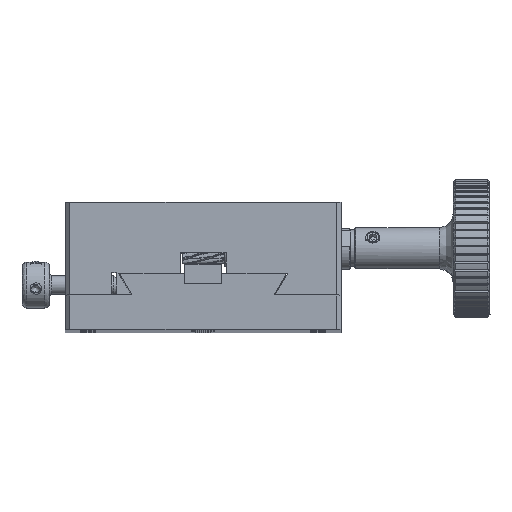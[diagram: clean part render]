
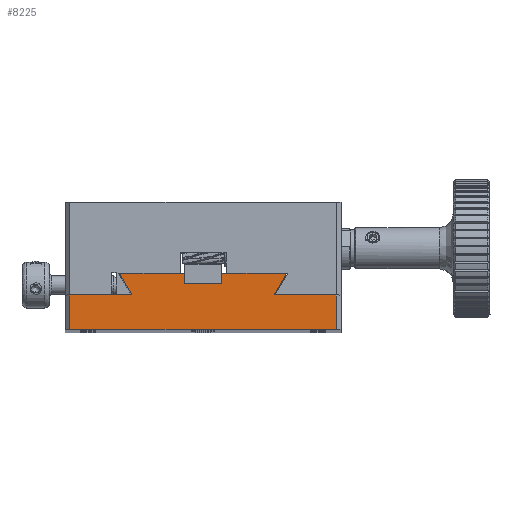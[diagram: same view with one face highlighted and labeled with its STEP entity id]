
A CAD part, top view. The second image highlights one B-rep face of the part: STEP entity #8225.
In plain terms, the highlighted planar face has unit normal (0, 0, 1).
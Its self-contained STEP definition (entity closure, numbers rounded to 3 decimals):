
#105 = DIRECTION ( 'NONE',  ( -1., 0., 0. ) ) ;
#1596 = CARTESIAN_POINT ( 'NONE',  ( 64.502, 69.303, 413.823 ) ) ;
#3292 = ORIENTED_EDGE ( 'NONE', *, *, #71402, .F. ) ;
#3356 = DIRECTION ( 'NONE',  ( 0., 1., 0. ) ) ;
#4329 = EDGE_CURVE ( 'NONE', #40875, #101975, #30638, .T. ) ;
#4431 = LINE ( 'NONE', #100101, #50994 ) ;
#4596 = ORIENTED_EDGE ( 'NONE', *, *, #4329, .F. ) ;
#4979 = LINE ( 'NONE', #66837, #90922 ) ;
#7044 = CARTESIAN_POINT ( 'NONE',  ( 93.502, 57.103, 413.823 ) ) ;
#7072 = CARTESIAN_POINT ( 'NONE',  ( 82.415, 69.303, 413.823 ) ) ;
#8225 = ADVANCED_FACE ( 'NONE', ( #47371 ), #16718, .F. ) ;
#8688 = VERTEX_POINT ( 'NONE', #91041 ) ;
#9154 = LINE ( 'NONE', #40840, #73133 ) ;
#9515 = AXIS2_PLACEMENT_3D ( 'NONE', #32832, #70786, #105 ) ;
#9665 = VECTOR ( 'NONE', #94408, 1000. ) ;
#10169 = DIRECTION ( 'NONE',  ( 0., 1., 0. ) ) ;
#10930 = EDGE_CURVE ( 'NONE', #8688, #77759, #4979, .T. ) ;
#12672 = CARTESIAN_POINT ( 'NONE',  ( 82.415, 69.303, 413.823 ) ) ;
#13668 = VECTOR ( 'NONE', #88639, 1000. ) ;
#14538 = EDGE_CURVE ( 'NONE', #93984, #8688, #81279, .T. ) ;
#14862 = CARTESIAN_POINT ( 'NONE',  ( 64.502, 67.003, 413.823 ) ) ;
#15545 = DIRECTION ( 'NONE',  ( 1., 0., 0. ) ) ;
#15979 = EDGE_CURVE ( 'NONE', #73117, #77116, #64523, .T. ) ;
#16081 = CARTESIAN_POINT ( 'NONE',  ( 93.502, 64.603, 413.823 ) ) ;
#16718 = PLANE ( 'NONE',  #9515 ) ;
#16729 = VERTEX_POINT ( 'NONE', #63617 ) ;
#17160 = CARTESIAN_POINT ( 'NONE',  ( 46.588, 69.303, 413.823 ) ) ;
#24710 = CARTESIAN_POINT ( 'NONE',  ( 68.552, 67.003, 413.823 ) ) ;
#25480 = DIRECTION ( 'NONE',  ( 1., 0., 0. ) ) ;
#26177 = CARTESIAN_POINT ( 'NONE',  ( 49.002, 64.603, 413.823 ) ) ;
#26702 = VECTOR ( 'NONE', #80638, 1000. ) ;
#28009 = ORIENTED_EDGE ( 'NONE', *, *, #15979, .F. ) ;
#28076 = DIRECTION ( 'NONE',  ( -0.5, 0.866, 0. ) ) ;
#28296 = VERTEX_POINT ( 'NONE', #85459 ) ;
#29596 = CARTESIAN_POINT ( 'NONE',  ( 49.002, 64.603, 413.823 ) ) ;
#29945 = EDGE_CURVE ( 'NONE', #53930, #40875, #9154, .T. ) ;
#30060 = VECTOR ( 'NONE', #65663, 1000. ) ;
#30638 = LINE ( 'NONE', #38938, #99760 ) ;
#32832 = CARTESIAN_POINT ( 'NONE',  ( 64.502, 57.103, 413.823 ) ) ;
#33142 = EDGE_CURVE ( 'NONE', #51933, #76491, #4431, .T. ) ;
#35356 = EDGE_CURVE ( 'NONE', #67011, #76491, #100852, .T. ) ;
#35474 = CARTESIAN_POINT ( 'NONE',  ( 82.415, 68.783, 413.823 ) ) ;
#36336 = ORIENTED_EDGE ( 'NONE', *, *, #76168, .F. ) ;
#37142 = DIRECTION ( 'NONE',  ( 0., -1., 0. ) ) ;
#38938 = CARTESIAN_POINT ( 'NONE',  ( 64.502, 69.303, 413.823 ) ) ;
#39465 = CARTESIAN_POINT ( 'NONE',  ( 60.452, 67.003, 413.823 ) ) ;
#40160 = ORIENTED_EDGE ( 'NONE', *, *, #101673, .F. ) ;
#40840 = CARTESIAN_POINT ( 'NONE',  ( 68.552, 57.103, 413.823 ) ) ;
#40875 = VERTEX_POINT ( 'NONE', #90234 ) ;
#41809 = CARTESIAN_POINT ( 'NONE',  ( 94.502, 57.103, 413.823 ) ) ;
#42654 = CARTESIAN_POINT ( 'NONE',  ( 46.588, 68.783, 413.823 ) ) ;
#44069 = ORIENTED_EDGE ( 'NONE', *, *, #35356, .F. ) ;
#46093 = VERTEX_POINT ( 'NONE', #67178 ) ;
#47371 = FACE_OUTER_BOUND ( 'NONE', #96167, .T. ) ;
#48577 = LINE ( 'NONE', #41809, #13668 ) ;
#48790 = EDGE_CURVE ( 'NONE', #51933, #73117, #72804, .T. ) ;
#50222 = ORIENTED_EDGE ( 'NONE', *, *, #14538, .F. ) ;
#50479 = ORIENTED_EDGE ( 'NONE', *, *, #68659, .T. ) ;
#50994 = VECTOR ( 'NONE', #37142, 1000. ) ;
#51933 = VERTEX_POINT ( 'NONE', #17160 ) ;
#52666 = LINE ( 'NONE', #75573, #65288 ) ;
#53930 = VERTEX_POINT ( 'NONE', #24710 ) ;
#56004 = CARTESIAN_POINT ( 'NONE',  ( 60.452, 69.303, 413.823 ) ) ;
#56931 = CARTESIAN_POINT ( 'NONE',  ( 82.415, 68.783, 413.823 ) ) ;
#61200 = VECTOR ( 'NONE', #25480, 1000. ) ;
#63617 = CARTESIAN_POINT ( 'NONE',  ( 35.502, 57.103, 413.823 ) ) ;
#63767 = ORIENTED_EDGE ( 'NONE', *, *, #33142, .T. ) ;
#64089 = ORIENTED_EDGE ( 'NONE', *, *, #100353, .T. ) ;
#64424 = VECTOR ( 'NONE', #3356, 1000. ) ;
#64523 = LINE ( 'NONE', #96256, #26702 ) ;
#65288 = VECTOR ( 'NONE', #100021, 1000. ) ;
#65663 = DIRECTION ( 'NONE',  ( -0.5, -0.866, 0. ) ) ;
#66837 = CARTESIAN_POINT ( 'NONE',  ( 64.502, 64.603, 413.823 ) ) ;
#67011 = VERTEX_POINT ( 'NONE', #26177 ) ;
#67178 = CARTESIAN_POINT ( 'NONE',  ( 93.502, 57.103, 413.823 ) ) ;
#68124 = EDGE_CURVE ( 'NONE', #77759, #46093, #68922, .T. ) ;
#68659 = EDGE_CURVE ( 'NONE', #16729, #46093, #48577, .T. ) ;
#68922 = LINE ( 'NONE', #7044, #75157 ) ;
#70786 = DIRECTION ( 'NONE',  ( 0., 0., -1. ) ) ;
#71309 = DIRECTION ( 'NONE',  ( 1., 0., 0. ) ) ;
#71402 = EDGE_CURVE ( 'NONE', #16729, #28296, #52666, .T. ) ;
#72804 = LINE ( 'NONE', #1596, #61200 ) ;
#73117 = VERTEX_POINT ( 'NONE', #56004 ) ;
#73133 = VECTOR ( 'NONE', #10169, 1000. ) ;
#73643 = VECTOR ( 'NONE', #71309, 1000. ) ;
#74646 = DIRECTION ( 'NONE',  ( 1., 0., 0. ) ) ;
#75157 = VECTOR ( 'NONE', #93865, 1000. ) ;
#75573 = CARTESIAN_POINT ( 'NONE',  ( 35.502, 57.103, 413.823 ) ) ;
#76168 = EDGE_CURVE ( 'NONE', #28296, #67011, #79112, .T. ) ;
#76491 = VERTEX_POINT ( 'NONE', #42654 ) ;
#77116 = VERTEX_POINT ( 'NONE', #39465 ) ;
#77759 = VERTEX_POINT ( 'NONE', #16081 ) ;
#79112 = LINE ( 'NONE', #102544, #73643 ) ;
#80638 = DIRECTION ( 'NONE',  ( 0., -1., 0. ) ) ;
#81279 = LINE ( 'NONE', #35474, #30060 ) ;
#82299 = ORIENTED_EDGE ( 'NONE', *, *, #10930, .F. ) ;
#83407 = LINE ( 'NONE', #12672, #64424 ) ;
#85459 = CARTESIAN_POINT ( 'NONE',  ( 35.502, 64.603, 413.823 ) ) ;
#88639 = DIRECTION ( 'NONE',  ( 1., 0., 0. ) ) ;
#90234 = CARTESIAN_POINT ( 'NONE',  ( 68.552, 69.303, 413.823 ) ) ;
#90922 = VECTOR ( 'NONE', #74646, 1000. ) ;
#91041 = CARTESIAN_POINT ( 'NONE',  ( 80.002, 64.603, 413.823 ) ) ;
#93865 = DIRECTION ( 'NONE',  ( 0., -1., 0. ) ) ;
#93984 = VERTEX_POINT ( 'NONE', #56931 ) ;
#94408 = DIRECTION ( 'NONE',  ( 1., 0., 0. ) ) ;
#96167 = EDGE_LOOP ( 'NONE', ( #102946, #82299, #50222, #64089, #4596, #101437, #40160, #28009, #102558, #63767, #44069, #36336, #3292, #50479 ) ) ;
#96256 = CARTESIAN_POINT ( 'NONE',  ( 60.452, 57.103, 413.823 ) ) ;
#99760 = VECTOR ( 'NONE', #15545, 1000. ) ;
#100021 = DIRECTION ( 'NONE',  ( 0., 1., 0. ) ) ;
#100101 = CARTESIAN_POINT ( 'NONE',  ( 46.588, 69.303, 413.823 ) ) ;
#100353 = EDGE_CURVE ( 'NONE', #93984, #101975, #83407, .T. ) ;
#100852 = LINE ( 'NONE', #29596, #102541 ) ;
#101437 = ORIENTED_EDGE ( 'NONE', *, *, #29945, .F. ) ;
#101673 = EDGE_CURVE ( 'NONE', #77116, #53930, #101722, .T. ) ;
#101722 = LINE ( 'NONE', #14862, #9665 ) ;
#101975 = VERTEX_POINT ( 'NONE', #7072 ) ;
#102541 = VECTOR ( 'NONE', #28076, 1000. ) ;
#102544 = CARTESIAN_POINT ( 'NONE',  ( 64.502, 64.603, 413.823 ) ) ;
#102558 = ORIENTED_EDGE ( 'NONE', *, *, #48790, .F. ) ;
#102946 = ORIENTED_EDGE ( 'NONE', *, *, #68124, .F. ) ;
